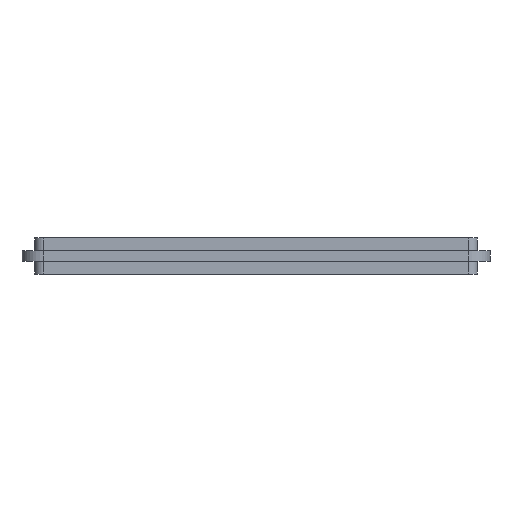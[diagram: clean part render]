
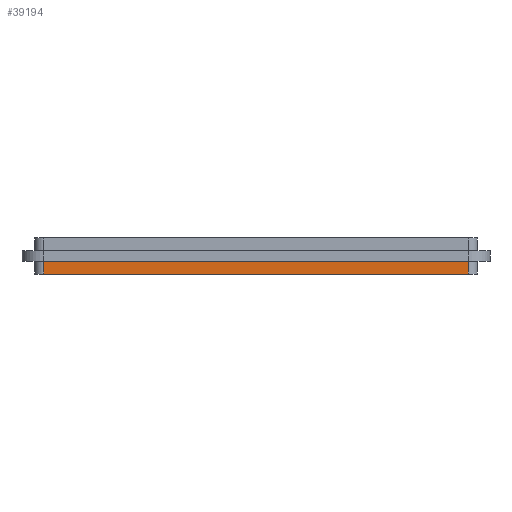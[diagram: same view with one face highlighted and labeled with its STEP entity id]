
A CAD part, front view. The second image highlights one B-rep face of the part: STEP entity #39194.
In plain terms, the highlighted planar face has unit normal (0, -1, 0).
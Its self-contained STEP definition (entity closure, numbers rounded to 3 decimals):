
#2914 = PLANE ( 'NONE',  #35048 ) ;
#4396 = CARTESIAN_POINT ( 'NONE',  ( -10.25, -10.25, -0.875 ) ) ;
#5087 = VECTOR ( 'NONE', #13859, 1000. ) ;
#6362 = CARTESIAN_POINT ( 'NONE',  ( -10.25, -10.25, -2.875 ) ) ;
#7152 = CARTESIAN_POINT ( 'NONE',  ( 8.75, -10.25, -0.875 ) ) ;
#7171 = EDGE_CURVE ( 'NONE', #19748, #36925, #21775, .T. ) ;
#7324 = ORIENTED_EDGE ( 'NONE', *, *, #8975, .F. ) ;
#7393 = CARTESIAN_POINT ( 'NONE',  ( 8.75, -10.25, 0.875 ) ) ;
#8975 = EDGE_CURVE ( 'NONE', #19748, #49362, #12118, .T. ) ;
#10145 = DIRECTION ( 'NONE',  ( 0., 1., 0. ) ) ;
#10733 = LINE ( 'NONE', #6362, #5087 ) ;
#12118 = LINE ( 'NONE', #4396, #38445 ) ;
#13859 = DIRECTION ( 'NONE',  ( 1., 0., 0. ) ) ;
#17241 = CARTESIAN_POINT ( 'NONE',  ( -58.75, -10.25, -0.875 ) ) ;
#19748 = VERTEX_POINT ( 'NONE', #17241 ) ;
#21775 = LINE ( 'NONE', #37485, #29620 ) ;
#22104 = EDGE_LOOP ( 'NONE', ( #49839, #35323, #7324, #43781 ) ) ;
#23388 = LINE ( 'NONE', #7393, #40464 ) ;
#28167 = EDGE_CURVE ( 'NONE', #36925, #39674, #10733, .T. ) ;
#29620 = VECTOR ( 'NONE', #38246, 1000. ) ;
#30743 = CARTESIAN_POINT ( 'NONE',  ( 10.25, -10.25, 0.875 ) ) ;
#32172 = CARTESIAN_POINT ( 'NONE',  ( -58.75, -10.25, -2.875 ) ) ;
#35048 = AXIS2_PLACEMENT_3D ( 'NONE', #30743, #10145, #49836 ) ;
#35323 = ORIENTED_EDGE ( 'NONE', *, *, #41817, .T. ) ;
#36925 = VERTEX_POINT ( 'NONE', #32172 ) ;
#37485 = CARTESIAN_POINT ( 'NONE',  ( -58.75, -10.25, 0.875 ) ) ;
#37945 = CARTESIAN_POINT ( 'NONE',  ( 8.75, -10.25, -2.875 ) ) ;
#38246 = DIRECTION ( 'NONE',  ( 0., 0., -1. ) ) ;
#38445 = VECTOR ( 'NONE', #38958, 1000. ) ;
#38958 = DIRECTION ( 'NONE',  ( 1., 0., 0. ) ) ;
#39194 = ADVANCED_FACE ( 'NONE', ( #50087 ), #2914, .F. ) ;
#39674 = VERTEX_POINT ( 'NONE', #37945 ) ;
#40464 = VECTOR ( 'NONE', #47595, 1000. ) ;
#41817 = EDGE_CURVE ( 'NONE', #39674, #49362, #23388, .T. ) ;
#43781 = ORIENTED_EDGE ( 'NONE', *, *, #7171, .T. ) ;
#47595 = DIRECTION ( 'NONE',  ( 0., 0., 1. ) ) ;
#49362 = VERTEX_POINT ( 'NONE', #7152 ) ;
#49836 = DIRECTION ( 'NONE',  ( -1., 0., 0. ) ) ;
#49839 = ORIENTED_EDGE ( 'NONE', *, *, #28167, .T. ) ;
#50087 = FACE_OUTER_BOUND ( 'NONE', #22104, .T. ) ;
